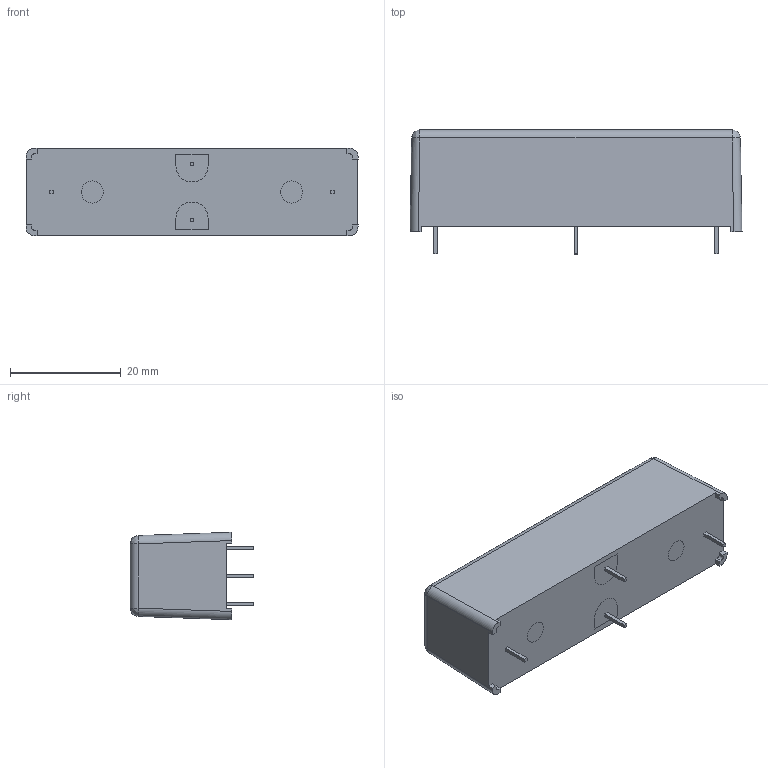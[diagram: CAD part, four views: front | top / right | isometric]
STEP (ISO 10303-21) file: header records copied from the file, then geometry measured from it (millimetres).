
FILE_DESCRIPTION (( 'STEP AP214' ), '1' );
FILE_NAME ('DBR72410.STEP', '2023-06-24T10:45:13', ( '' ), ( '' ), 'SwSTEP 2.0', 'SolidWorks 2013', '' );
FILE_SCHEMA (( 'AUTOMOTIVE_DESIGN' ));
Length unit declared in the file: millimetre
Products named in the file (1): DBR72410
Bounding box: 60 x 22.4 x 15.8 mm (x, y, z)
Volume: 15616.8 mm3; surface area: 4723.9 mm2
Topology: 9 solids, 9 shells, 403 faces, 1038 edges, 688 vertices
Faces by surface type: plane 274, bspline 107, cylinder 22
Entity records: 21813 total; most frequent: CARTESIAN_POINT 8137, ORIENTED_EDGE 2076, DIRECTION 1462, EDGE_CURVE 1038, VECTOR 788, LINE 788, VERTEX_POINT 688, EDGE_LOOP 438
